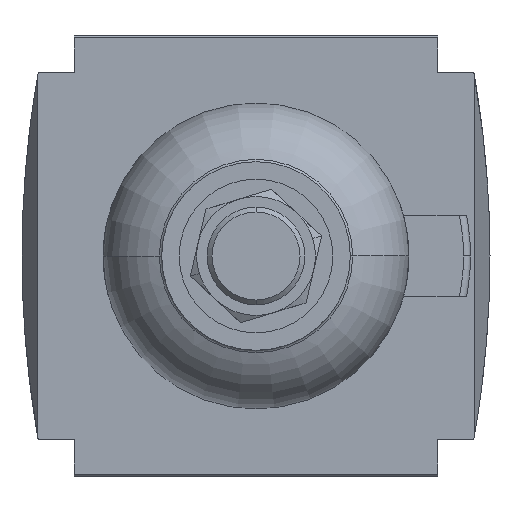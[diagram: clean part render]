
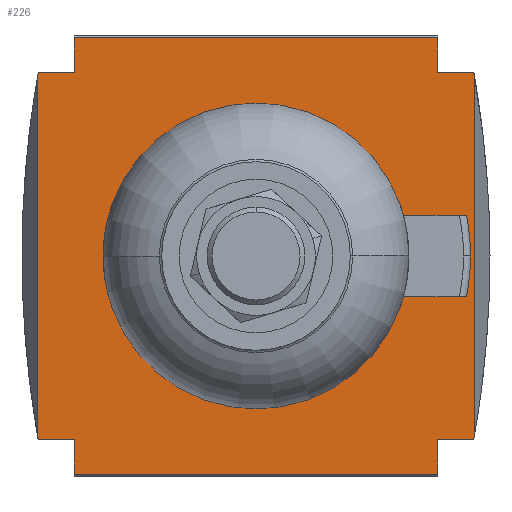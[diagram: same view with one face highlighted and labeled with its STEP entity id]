
A CAD part, front view. The second image highlights one B-rep face of the part: STEP entity #226.
In plain terms, the highlighted planar face has unit normal (0, -1, 0).
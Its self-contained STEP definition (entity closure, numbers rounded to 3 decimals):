
#226=ADVANCED_FACE('',(#631,#632),#633,.T.);
#631=FACE_BOUND('',#1076,.T.);
#632=FACE_OUTER_BOUND('',#1077,.T.);
#633=PLANE('',#1078);
#1076=EDGE_LOOP('',(#2642,#2643));
#1077=EDGE_LOOP('',(#2644,#2645,#2646,#2647,#2648,#2649,#2650,#2651,#2652,#2653,#2654,#2655,#2656,#2657,#2658,#2659));
#1078=AXIS2_PLACEMENT_3D('',#2660,#2661,#2662);
#2642=ORIENTED_EDGE('',*,*,#3264,.T.);
#2643=ORIENTED_EDGE('',*,*,#3178,.T.);
#2644=ORIENTED_EDGE('',*,*,#3012,.F.);
#2645=ORIENTED_EDGE('',*,*,#3468,.T.);
#2646=ORIENTED_EDGE('',*,*,#3469,.T.);
#2647=ORIENTED_EDGE('',*,*,#3470,.F.);
#2648=ORIENTED_EDGE('',*,*,#3471,.T.);
#2649=ORIENTED_EDGE('',*,*,#3464,.T.);
#2650=ORIENTED_EDGE('',*,*,#3002,.F.);
#2651=ORIENTED_EDGE('',*,*,#3472,.F.);
#2652=ORIENTED_EDGE('',*,*,#3460,.F.);
#2653=ORIENTED_EDGE('',*,*,#3455,.T.);
#2654=ORIENTED_EDGE('',*,*,#3473,.T.);
#2655=ORIENTED_EDGE('',*,*,#3474,.T.);
#2656=ORIENTED_EDGE('',*,*,#3475,.T.);
#2657=ORIENTED_EDGE('',*,*,#3451,.T.);
#2658=ORIENTED_EDGE('',*,*,#3445,.F.);
#2659=ORIENTED_EDGE('',*,*,#3476,.F.);
#2660=CARTESIAN_POINT('',(-90.0,-37.5,-31.25));
#2661=DIRECTION('',(0.0,-1.0,0.0));
#2662=DIRECTION('',(0.,0.0,-1.0));
#3002=EDGE_CURVE('',#3615,#3617,#3618,.T.);
#3012=EDGE_CURVE('',#3635,#3637,#3638,.T.);
#3178=EDGE_CURVE('',#3944,#3947,#3949,.T.);
#3264=EDGE_CURVE('',#3947,#3944,#4091,.T.);
#3445=EDGE_CURVE('',#4347,#4349,#4350,.T.);
#3451=EDGE_CURVE('',#4359,#4349,#4360,.T.);
#3455=EDGE_CURVE('',#4367,#4365,#4368,.T.);
#3460=EDGE_CURVE('',#4367,#4375,#4376,.T.);
#3464=EDGE_CURVE('',#4381,#3617,#4382,.T.);
#3468=EDGE_CURVE('',#3635,#4387,#4389,.T.);
#3469=EDGE_CURVE('',#4387,#4390,#4391,.T.);
#3470=EDGE_CURVE('',#4392,#4390,#4393,.T.);
#3471=EDGE_CURVE('',#4392,#4381,#4394,.T.);
#3472=EDGE_CURVE('',#4375,#3615,#4395,.T.);
#3473=EDGE_CURVE('',#4365,#4396,#4397,.T.);
#3474=EDGE_CURVE('',#4396,#4398,#4399,.T.);
#3475=EDGE_CURVE('',#4398,#4359,#4400,.T.);
#3476=EDGE_CURVE('',#3637,#4347,#4401,.T.);
#3615=VERTEX_POINT('',#4635);
#3617=VERTEX_POINT('',#4637);
#3618=CIRCLE('',#4638,150.0);
#3635=VERTEX_POINT('',#4659);
#3637=VERTEX_POINT('',#4662);
#3638=CIRCLE('',#4663,150.0);
#3944=VERTEX_POINT('',#5499);
#3947=VERTEX_POINT('',#5503);
#3949=CIRCLE('',#5506,21.9);
#4091=CIRCLE('',#5852,21.9);
#4347=VERTEX_POINT('',#6948);
#4349=VERTEX_POINT('',#6950);
#4350=CIRCLE('',#6951,150.0);
#4359=VERTEX_POINT('',#6964);
#4360=LINE('',#6965,#6966);
#4365=VERTEX_POINT('',#6973);
#4367=VERTEX_POINT('',#6976);
#4368=LINE('',#6977,#6978);
#4375=VERTEX_POINT('',#6988);
#4376=CIRCLE('',#6989,150.0);
#4381=VERTEX_POINT('',#6996);
#4382=LINE('',#6997,#6998);
#4387=VERTEX_POINT('',#7005);
#4389=LINE('',#7008,#7009);
#4390=VERTEX_POINT('',#7010);
#4391=LINE('',#7011,#7012);
#4392=VERTEX_POINT('',#7013);
#4393=LINE('',#7014,#7015);
#4394=LINE('',#7016,#7017);
#4395=LINE('',#7018,#7019);
#4396=VERTEX_POINT('',#7020);
#4397=LINE('',#7021,#7022);
#4398=VERTEX_POINT('',#7023);
#4399=LINE('',#7024,#7025);
#4400=LINE('',#7026,#7027);
#4401=LINE('',#7028,#7029);
#4635=CARTESIAN_POINT('',(-31.25,-37.5,25.882));
#4637=CARTESIAN_POINT('',(-31.185,-37.5,26.25));
#4638=AXIS2_PLACEMENT_3D('',#7269,#7270,#7271);
#4659=CARTESIAN_POINT('',(31.185,-37.5,26.25));
#4662=CARTESIAN_POINT('',(31.25,-37.5,25.882));
#4663=AXIS2_PLACEMENT_3D('',#7289,#7290,#7291);
#5499=CARTESIAN_POINT('',(0.,-37.5,21.9));
#5503=CARTESIAN_POINT('',(0.,-37.5,-21.9));
#5506=AXIS2_PLACEMENT_3D('',#7678,#7679,#7680);
#5852=AXIS2_PLACEMENT_3D('',#7820,#7821,#7822);
#6948=CARTESIAN_POINT('',(31.25,-37.5,-25.882));
#6950=CARTESIAN_POINT('',(31.185,-37.5,-26.25));
#6951=AXIS2_PLACEMENT_3D('',#8120,#8121,#8122);
#6964=CARTESIAN_POINT('',(26.0,-37.5,-26.25));
#6965=CARTESIAN_POINT('',(-29.5,-37.5,-26.25));
#6966=VECTOR('',#8130,1.0);
#6973=CARTESIAN_POINT('',(-26.0,-37.5,-26.25));
#6976=CARTESIAN_POINT('',(-31.185,-37.5,-26.25));
#6977=CARTESIAN_POINT('',(-60.5,-37.5,-26.25));
#6978=VECTOR('',#8134,1.0);
#6988=CARTESIAN_POINT('',(-31.25,-37.5,-25.882));
#6989=AXIS2_PLACEMENT_3D('',#8141,#8142,#8143);
#6996=CARTESIAN_POINT('',(-26.0,-37.5,26.25));
#6997=CARTESIAN_POINT('',(-60.5,-37.5,26.25));
#6998=VECTOR('',#8149,1.0);
#7005=CARTESIAN_POINT('',(26.0,-37.5,26.25));
#7008=CARTESIAN_POINT('',(-29.5,-37.5,26.25));
#7009=VECTOR('',#8153,1.0);
#7010=CARTESIAN_POINT('',(26.0,-37.5,31.25));
#7011=CARTESIAN_POINT('',(26.0,-37.5,0.));
#7012=VECTOR('',#8154,1.0);
#7013=CARTESIAN_POINT('',(-26.0,-37.5,31.25));
#7014=CARTESIAN_POINT('',(-90.0,-37.5,31.25));
#7015=VECTOR('',#8155,1.0);
#7016=CARTESIAN_POINT('',(-26.0,-37.5,0.));
#7017=VECTOR('',#8156,1.0);
#7018=CARTESIAN_POINT('',(-31.25,-37.5,-60.625));
#7019=VECTOR('',#8157,1.0);
#7020=CARTESIAN_POINT('',(-26.0,-37.5,-31.25));
#7021=CARTESIAN_POINT('',(-26.0,-37.5,-31.25));
#7022=VECTOR('',#8158,1.0);
#7023=CARTESIAN_POINT('',(26.0,-37.5,-31.25));
#7024=CARTESIAN_POINT('',(-90.0,-37.5,-31.25));
#7025=VECTOR('',#8159,1.0);
#7026=CARTESIAN_POINT('',(26.0,-37.5,-31.25));
#7027=VECTOR('',#8160,1.0);
#7028=CARTESIAN_POINT('',(31.25,-37.5,-60.625));
#7029=VECTOR('',#8161,1.0);
#7269=CARTESIAN_POINT('',(116.5,-37.5,0.));
#7270=DIRECTION('',(0.0,1.0,0.0));
#7271=DIRECTION('',(-1.0,0.0,0.));
#7289=CARTESIAN_POINT('',(-116.5,-37.5,0.));
#7290=DIRECTION('',(0.0,1.0,0.0));
#7291=DIRECTION('',(-1.0,0.0,0.));
#7678=CARTESIAN_POINT('',(0.0,-37.5,0.0));
#7679=DIRECTION('',(0.0,1.0,0.0));
#7680=DIRECTION('',(0.,0.0,1.0));
#7820=CARTESIAN_POINT('',(0.0,-37.5,0.0));
#7821=DIRECTION('',(0.0,1.0,0.0));
#7822=DIRECTION('',(0.,0.0,1.0));
#8120=CARTESIAN_POINT('',(-116.5,-37.5,0.));
#8121=DIRECTION('',(0.0,1.0,0.0));
#8122=DIRECTION('',(-1.0,0.0,0.));
#8130=DIRECTION('',(1.0,0.0,0.));
#8134=DIRECTION('',(1.0,0.0,0.));
#8141=CARTESIAN_POINT('',(116.5,-37.5,0.));
#8142=DIRECTION('',(0.0,1.0,0.0));
#8143=DIRECTION('',(-1.0,0.0,0.));
#8149=DIRECTION('',(-1.0,0.0,0.));
#8153=DIRECTION('',(-1.0,0.0,0.));
#8154=DIRECTION('',(0.,0.0,1.0));
#8155=DIRECTION('',(1.0,0.0,0.));
#8156=DIRECTION('',(0.,0.0,-1.0));
#8157=DIRECTION('',(0.,0.0,1.0));
#8158=DIRECTION('',(0.,0.0,-1.0));
#8159=DIRECTION('',(1.0,0.0,0.));
#8160=DIRECTION('',(0.,0.0,1.0));
#8161=DIRECTION('',(0.,0.0,-1.0));
